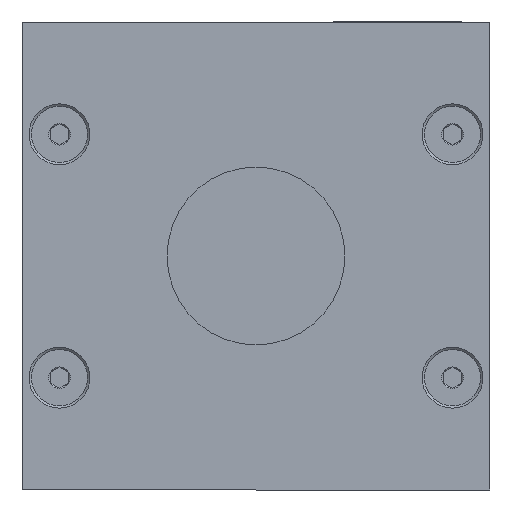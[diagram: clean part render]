
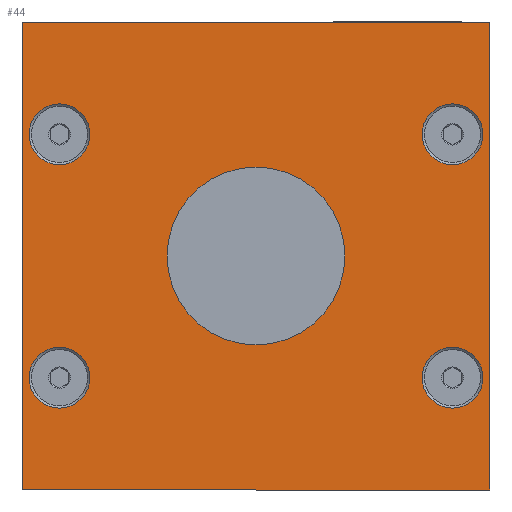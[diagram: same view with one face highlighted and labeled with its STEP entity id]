
A CAD part, front view. The second image highlights one B-rep face of the part: STEP entity #44.
In plain terms, the highlighted planar face has unit normal (0, -1, 0).
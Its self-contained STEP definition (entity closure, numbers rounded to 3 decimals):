
#44 = ADVANCED_FACE ( 'NONE', ( #22161, #94690, #7174, #58486, #83845, #15785 ), #48695, .T. ) ;
#765 = EDGE_CURVE ( 'NONE', #72291, #72291, #67271, .T. ) ;
#2290 = DIRECTION ( 'NONE',  ( 0., -1., 0. ) ) ;
#2414 = CARTESIAN_POINT ( 'NONE',  ( -40.366, -5.35, -25. ) ) ;
#3893 = AXIS2_PLACEMENT_3D ( 'NONE', #62761, #97853, #10275 ) ;
#4265 = VECTOR ( 'NONE', #66848, 1000. ) ;
#7174 = FACE_BOUND ( 'NONE', #105107, .T. ) ;
#7459 = CARTESIAN_POINT ( 'NONE',  ( 8.884, -5.35, -13. ) ) ;
#7676 = LINE ( 'NONE', #100691, #35232 ) ;
#9419 = CARTESIAN_POINT ( 'NONE',  ( 9.634, -5.35, -25. ) ) ;
#10275 = DIRECTION ( 'NONE',  ( 1., 0., 0. ) ) ;
#12617 = DIRECTION ( 'NONE',  ( 1., 0., 0. ) ) ;
#13167 = CARTESIAN_POINT ( 'NONE',  ( 5.634, -5.35, -13. ) ) ;
#15541 = CARTESIAN_POINT ( 'NONE',  ( -40.366, -5.35, 25. ) ) ;
#15785 = FACE_OUTER_BOUND ( 'NONE', #45438, .T. ) ;
#18087 = AXIS2_PLACEMENT_3D ( 'NONE', #108943, #65211, #21421 ) ;
#19298 = VERTEX_POINT ( 'NONE', #96650 ) ;
#20090 = DIRECTION ( 'NONE',  ( 0., -1., 0. ) ) ;
#21112 = AXIS2_PLACEMENT_3D ( 'NONE', #23887, #85553, #31400 ) ;
#21421 = DIRECTION ( 'NONE',  ( 1., 0., 0. ) ) ;
#21668 = AXIS2_PLACEMENT_3D ( 'NONE', #66827, #101352, #84725 ) ;
#22161 = FACE_BOUND ( 'NONE', #80970, .T. ) ;
#23887 = CARTESIAN_POINT ( 'NONE',  ( -40.366, -5.35, -25. ) ) ;
#24311 = EDGE_CURVE ( 'NONE', #50335, #52916, #7676, .T. ) ;
#26784 = EDGE_CURVE ( 'NONE', #73978, #19298, #112874, .T. ) ;
#27157 = CARTESIAN_POINT ( 'NONE',  ( -40.366, -5.35, 25. ) ) ;
#28288 = DIRECTION ( 'NONE',  ( 1., 0., 0. ) ) ;
#28958 = AXIS2_PLACEMENT_3D ( 'NONE', #13167, #20090, #12617 ) ;
#29576 = DIRECTION ( 'NONE',  ( 1., 0., 0. ) ) ;
#31400 = DIRECTION ( 'NONE',  ( 1., 0., 0. ) ) ;
#32377 = EDGE_CURVE ( 'NONE', #19298, #50335, #110115, .T. ) ;
#34635 = CIRCLE ( 'NONE', #21668, 9.5 ) ;
#35232 = VECTOR ( 'NONE', #74797, 1000. ) ;
#38960 = EDGE_CURVE ( 'NONE', #103048, #103048, #52920, .T. ) ;
#45438 = EDGE_LOOP ( 'NONE', ( #69868, #55800, #56561, #62072 ) ) ;
#48152 = EDGE_CURVE ( 'NONE', #52916, #73978, #96719, .T. ) ;
#48695 = PLANE ( 'NONE',  #21112 ) ;
#49480 = VECTOR ( 'NONE', #29576, 1000. ) ;
#50335 = VERTEX_POINT ( 'NONE', #9419 ) ;
#52031 = EDGE_LOOP ( 'NONE', ( #68419 ) ) ;
#52273 = EDGE_CURVE ( 'NONE', #71913, #71913, #110241, .T. ) ;
#52575 = AXIS2_PLACEMENT_3D ( 'NONE', #99098, #2290, #28288 ) ;
#52916 = VERTEX_POINT ( 'NONE', #89420 ) ;
#52920 = CIRCLE ( 'NONE', #28958, 3.25 ) ;
#52941 = VERTEX_POINT ( 'NONE', #70240 ) ;
#55800 = ORIENTED_EDGE ( 'NONE', *, *, #32377, .T. ) ;
#56242 = ORIENTED_EDGE ( 'NONE', *, *, #38960, .F. ) ;
#56561 = ORIENTED_EDGE ( 'NONE', *, *, #24311, .T. ) ;
#58486 = FACE_BOUND ( 'NONE', #82516, .T. ) ;
#59681 = EDGE_CURVE ( 'NONE', #80578, #80578, #81260, .T. ) ;
#62072 = ORIENTED_EDGE ( 'NONE', *, *, #48152, .T. ) ;
#62761 = CARTESIAN_POINT ( 'NONE',  ( -36.366, -5.35, 13. ) ) ;
#63092 = CARTESIAN_POINT ( 'NONE',  ( 8.884, -5.35, 13. ) ) ;
#63265 = CARTESIAN_POINT ( 'NONE',  ( -33.116, -5.35, -13. ) ) ;
#65211 = DIRECTION ( 'NONE',  ( 0., -1., 0. ) ) ;
#66528 = EDGE_CURVE ( 'NONE', #52941, #52941, #34635, .T. ) ;
#66827 = CARTESIAN_POINT ( 'NONE',  ( -15.366, -5.35, 0. ) ) ;
#66848 = DIRECTION ( 'NONE',  ( 0., 0., -1. ) ) ;
#67271 = CIRCLE ( 'NONE', #52575, 3.25 ) ;
#68419 = ORIENTED_EDGE ( 'NONE', *, *, #66528, .F. ) ;
#69565 = ORIENTED_EDGE ( 'NONE', *, *, #52273, .F. ) ;
#69868 = ORIENTED_EDGE ( 'NONE', *, *, #26784, .T. ) ;
#70240 = CARTESIAN_POINT ( 'NONE',  ( -5.866, -5.35, 0. ) ) ;
#71913 = VERTEX_POINT ( 'NONE', #63265 ) ;
#72291 = VERTEX_POINT ( 'NONE', #63092 ) ;
#73978 = VERTEX_POINT ( 'NONE', #27157 ) ;
#74797 = DIRECTION ( 'NONE',  ( 0., 0., 1. ) ) ;
#77761 = CARTESIAN_POINT ( 'NONE',  ( -40.366, -5.35, 25. ) ) ;
#77788 = ORIENTED_EDGE ( 'NONE', *, *, #765, .F. ) ;
#80294 = EDGE_LOOP ( 'NONE', ( #77788 ) ) ;
#80578 = VERTEX_POINT ( 'NONE', #98349 ) ;
#80970 = EDGE_LOOP ( 'NONE', ( #84859 ) ) ;
#81260 = CIRCLE ( 'NONE', #3893, 3.25 ) ;
#82516 = EDGE_LOOP ( 'NONE', ( #69565 ) ) ;
#83845 = FACE_BOUND ( 'NONE', #52031, .T. ) ;
#84725 = DIRECTION ( 'NONE',  ( 1., 0., 0. ) ) ;
#84859 = ORIENTED_EDGE ( 'NONE', *, *, #59681, .F. ) ;
#85553 = DIRECTION ( 'NONE',  ( 0., -1., 0. ) ) ;
#89420 = CARTESIAN_POINT ( 'NONE',  ( 9.634, -5.35, 25. ) ) ;
#94690 = FACE_BOUND ( 'NONE', #80294, .T. ) ;
#96650 = CARTESIAN_POINT ( 'NONE',  ( -40.366, -5.35, -25. ) ) ;
#96719 = LINE ( 'NONE', #77761, #113002 ) ;
#97853 = DIRECTION ( 'NONE',  ( 0., -1., 0. ) ) ;
#98349 = CARTESIAN_POINT ( 'NONE',  ( -33.116, -5.35, 13. ) ) ;
#99098 = CARTESIAN_POINT ( 'NONE',  ( 5.634, -5.35, 13. ) ) ;
#100691 = CARTESIAN_POINT ( 'NONE',  ( 9.634, -5.35, 25. ) ) ;
#101352 = DIRECTION ( 'NONE',  ( 0., -1., 0. ) ) ;
#103048 = VERTEX_POINT ( 'NONE', #7459 ) ;
#105107 = EDGE_LOOP ( 'NONE', ( #56242 ) ) ;
#105302 = DIRECTION ( 'NONE',  ( -1., 0., 0. ) ) ;
#108943 = CARTESIAN_POINT ( 'NONE',  ( -36.366, -5.35, -13. ) ) ;
#110115 = LINE ( 'NONE', #2414, #49480 ) ;
#110241 = CIRCLE ( 'NONE', #18087, 3.25 ) ;
#112874 = LINE ( 'NONE', #15541, #4265 ) ;
#113002 = VECTOR ( 'NONE', #105302, 1000. ) ;
